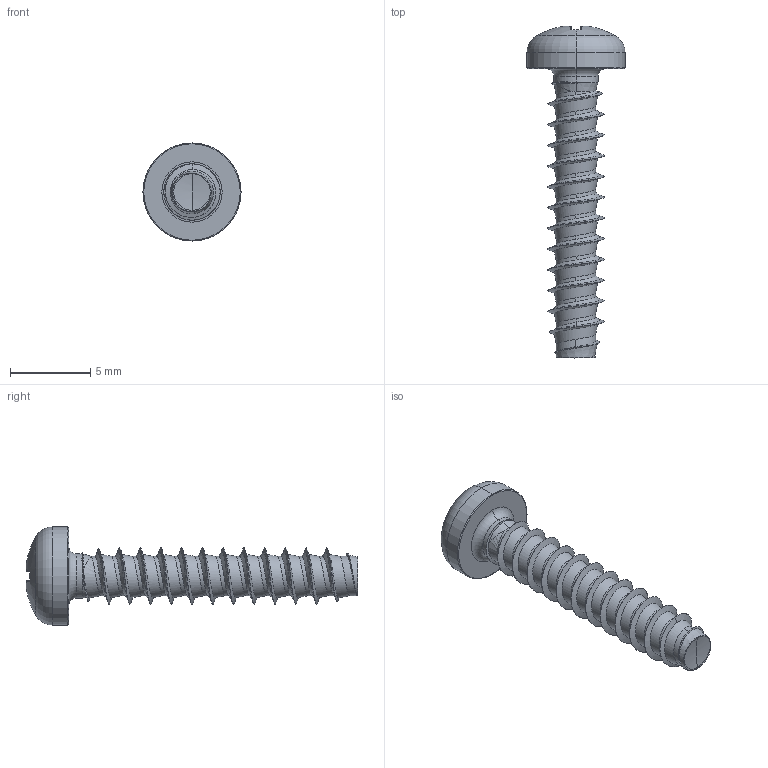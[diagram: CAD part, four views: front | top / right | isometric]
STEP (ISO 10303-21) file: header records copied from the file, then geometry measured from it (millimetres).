
FILE_DESCRIPTION (( 'STEP AP203' ), '1' );
FILE_NAME ('STP320350180.STEP', '2017-08-15T14:24:35', ( '' ), ( '' ), 'SwSTEP 2.0', 'SolidWorks 2015', '' );
FILE_SCHEMA (( 'CONFIG_CONTROL_DESIGN' ));
Length unit declared in the file: millimetre
Products named in the file (1): STP320350180
Bounding box: 6.1 x 20.64 x 6.1 mm (x, y, z)
Volume: 157.8 mm3; surface area: 328.8 mm2
Topology: 1 solids, 1 shells, 190 faces, 440 edges, 252 vertices
Faces by surface type: cylinder 52, bspline 51, torus 28, sphere 28, plane 22, cone 9
Entity records: 22861 total; most frequent: CARTESIAN_POINT 18922, ORIENTED_EDGE 876, DIRECTION 743, EDGE_CURVE 438, AXIS2_PLACEMENT_3D 329, VERTEX_POINT 252, EDGE_LOOP 192, FACE_OUTER_BOUND 190
